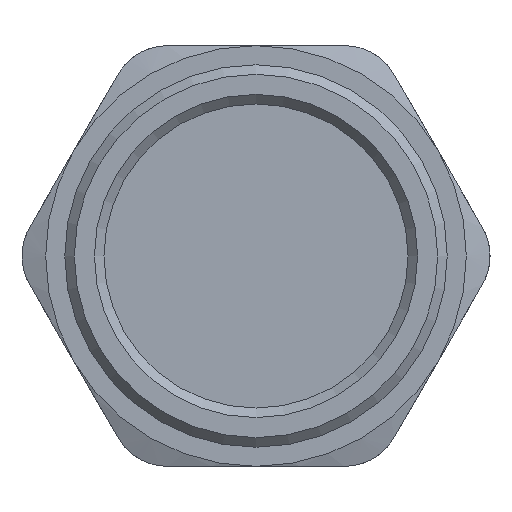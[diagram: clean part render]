
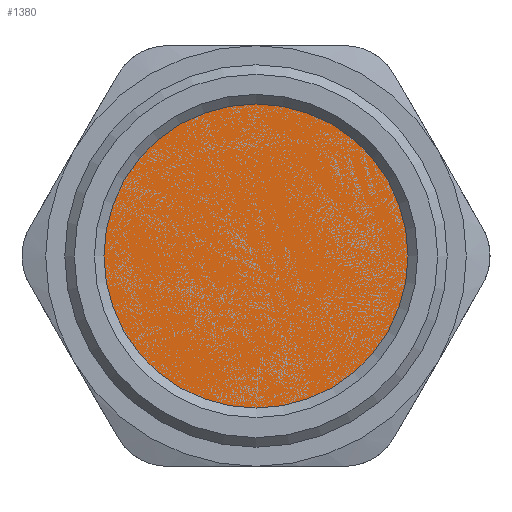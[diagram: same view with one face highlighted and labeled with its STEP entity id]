
A CAD part, front view. The second image highlights one B-rep face of the part: STEP entity #1380.
In plain terms, the highlighted planar face has unit normal (0, 1, 0).
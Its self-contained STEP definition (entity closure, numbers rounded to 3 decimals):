
#453=FACE_OUTER_BOUND('',#538,.T.);
#538=EDGE_LOOP('',(#1273));
#598=CIRCLE('',#1537,10.);
#717=VERTEX_POINT('',#2615);
#903=EDGE_CURVE('',#717,#717,#598,.T.);
#1273=ORIENTED_EDGE('',*,*,#903,.T.);
#1302=PLANE('',#1536);
#1380=ADVANCED_FACE('',(#453),#1302,.T.);
#1536=AXIS2_PLACEMENT_3D('',#2614,#1887,#1888);
#1537=AXIS2_PLACEMENT_3D('',#2616,#1889,#1890);
#1887=DIRECTION('center_axis',(0.,1.,0.));
#1888=DIRECTION('ref_axis',(0.,0.,1.));
#1889=DIRECTION('center_axis',(0.,1.,0.));
#1890=DIRECTION('ref_axis',(-1.,0.,0.));
#2614=CARTESIAN_POINT('Origin',(-4.581,-6.5,0.));
#2615=CARTESIAN_POINT('',(-14.581,-6.5,0.));
#2616=CARTESIAN_POINT('Origin',(-4.581,-6.5,0.));
